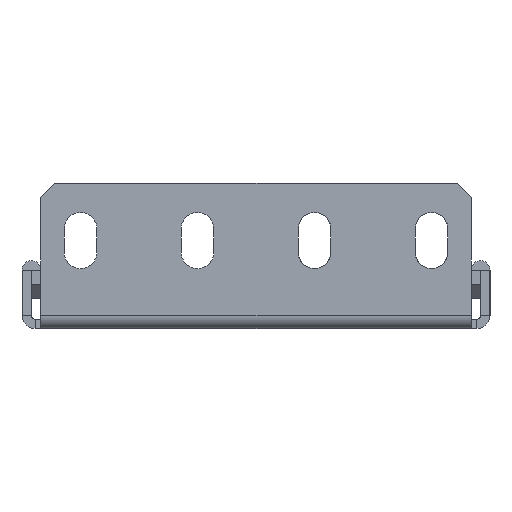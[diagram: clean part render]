
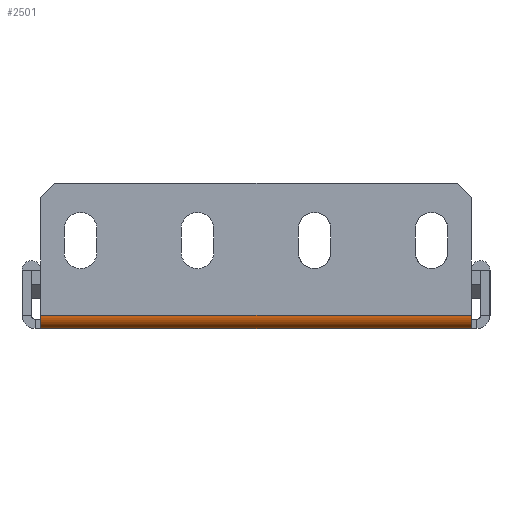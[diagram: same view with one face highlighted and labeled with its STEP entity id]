
A CAD part, left-side view. The second image highlights one B-rep face of the part: STEP entity #2501.
In plain terms, the highlighted cylindrical face has radius 2.8 mm (diameter 5.6 mm), a partial arc.
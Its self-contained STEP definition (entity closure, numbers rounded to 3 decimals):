
#1918=CARTESIAN_POINT('Vertex',(-249.25,-46.,2.8)) ;
#2121=CARTESIAN_POINT('Vertex',(-249.25,46.,2.8)) ;
#2124=CARTESIAN_POINT('Line Origine',(-249.25,0.,2.8)) ;
#2351=CARTESIAN_POINT('Axis2P3D Location',(-246.45,-46.,2.8)) ;
#2355=CARTESIAN_POINT('Vertex',(-246.45,-46.,0.)) ;
#2478=CARTESIAN_POINT('Axis2P3D Location',(-246.45,-46.,2.8)) ;
#2483=CARTESIAN_POINT('Line Origine',(-246.45,0.,0.)) ;
#2487=CARTESIAN_POINT('Vertex',(-246.45,46.,0.)) ;
#2490=CARTESIAN_POINT('Axis2P3D Location',(-246.45,46.,2.8)) ;
#2125=DIRECTION('Vector Direction',(0.,-1.,0.)) ;
#2352=DIRECTION('Axis2P3D Direction',(0.,-1.,0.)) ;
#2479=DIRECTION('Axis2P3D Direction',(0.,1.,0.)) ;
#2480=DIRECTION('Axis2P3D XDirection',(0.,0.,-1.)) ;
#2484=DIRECTION('Vector Direction',(0.,1.,0.)) ;
#2491=DIRECTION('Axis2P3D Direction',(0.,1.,0.)) ;
#2353=AXIS2_PLACEMENT_3D('Circle Axis2P3D',#2351,#2352,$) ;
#2481=AXIS2_PLACEMENT_3D('Cylinder Axis2P3D',#2478,#2479,#2480) ;
#2492=AXIS2_PLACEMENT_3D('Circle Axis2P3D',#2490,#2491,$) ;
#2496=ORIENTED_EDGE('',*,*,#2489,.F.) ;
#2497=ORIENTED_EDGE('',*,*,#2357,.T.) ;
#2498=ORIENTED_EDGE('',*,*,#2128,.T.) ;
#2499=ORIENTED_EDGE('',*,*,#2494,.F.) ;
#2126=VECTOR('Line Direction',#2125,1.) ;
#2485=VECTOR('Line Direction',#2484,1.) ;
#2501=ADVANCED_FACE('PartBody',(#2500),#2482,.T.) ;
#2354=CIRCLE('generated circle',#2353,2.8) ;
#2493=CIRCLE('generated circle',#2492,2.8) ;
#2482=CYLINDRICAL_SURFACE('generated cylinder',#2481,2.8) ;
#2128=EDGE_CURVE('',#1919,#2122,#2127,.F.) ;
#2357=EDGE_CURVE('',#2356,#1919,#2354,.F.) ;
#2489=EDGE_CURVE('',#2356,#2488,#2486,.T.) ;
#2494=EDGE_CURVE('',#2488,#2122,#2493,.T.) ;
#2495=EDGE_LOOP('',(#2496,#2497,#2498,#2499)) ;
#2500=FACE_OUTER_BOUND('',#2495,.T.) ;
#2127=LINE('Line',#2124,#2126) ;
#2486=LINE('Line',#2483,#2485) ;
#1919=VERTEX_POINT('',#1918) ;
#2122=VERTEX_POINT('',#2121) ;
#2356=VERTEX_POINT('',#2355) ;
#2488=VERTEX_POINT('',#2487) ;
